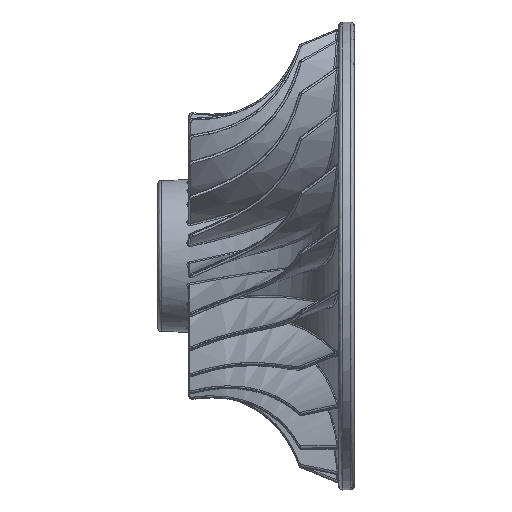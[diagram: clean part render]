
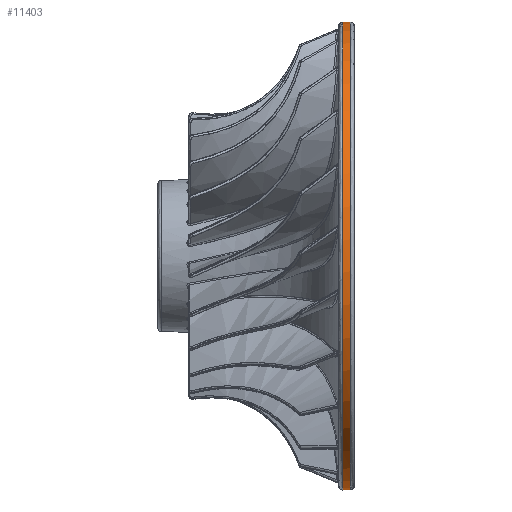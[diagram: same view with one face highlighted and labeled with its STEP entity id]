
A CAD part, left-side view. The second image highlights one B-rep face of the part: STEP entity #11403.
In plain terms, the highlighted free-form (B-spline) face has degree [2, 1] with [5, 2] control points.
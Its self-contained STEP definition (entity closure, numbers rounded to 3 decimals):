
#11403 = ADVANCED_FACE('',(#11404),#11440,.T.);
#11404 = FACE_BOUND('',#11405,.T.);
#11405 = EDGE_LOOP('',(#11406,#11418,#11425,#11435));
#11406 = ORIENTED_EDGE('',*,*,#11407,.F.);
#11407 = EDGE_CURVE('',#11408,#11410,#11412,.T.);
#11408 = VERTEX_POINT('',#11409);
#11409 = CARTESIAN_POINT('',(0.,-0.406,
    27.219));
#11410 = VERTEX_POINT('',#11411);
#11411 = CARTESIAN_POINT('',(0.,-0.406,
    -27.219));
#11412 = ( BOUNDED_CURVE() B_SPLINE_CURVE(2,(#11413,#11414,#11415,#11416
,#11417),.UNSPECIFIED.,.F.,.F.) B_SPLINE_CURVE_WITH_KNOTS((3,2,3),(
    0.,1.571,3.142),
.PIECEWISE_BEZIER_KNOTS.) CURVE() GEOMETRIC_REPRESENTATION_ITEM() 
RATIONAL_B_SPLINE_CURVE((1.,0.707,1.,0.707,1.)) 
REPRESENTATION_ITEM('') );
#11413 = CARTESIAN_POINT('',(0.,-0.406,
    27.219));
#11414 = CARTESIAN_POINT('',(-27.219,-0.406,
    27.219));
#11415 = CARTESIAN_POINT('',(-27.219,-0.406,
    0.));
#11416 = CARTESIAN_POINT('',(-27.219,-0.406,
    -27.219));
#11417 = CARTESIAN_POINT('',(0.,-0.406,
    -27.219));
#11418 = ORIENTED_EDGE('',*,*,#11419,.F.);
#11419 = EDGE_CURVE('',#11420,#11408,#11422,.T.);
#11420 = VERTEX_POINT('',#11421);
#11421 = CARTESIAN_POINT('',(0.,-1.317,
    27.219));
#11422 = B_SPLINE_CURVE_WITH_KNOTS('',1,(#11423,#11424),.UNSPECIFIED.,
  .F.,.F.,(2,2),(0.,1.037),.PIECEWISE_BEZIER_KNOTS.);
#11423 = CARTESIAN_POINT('',(0.,-1.317,27.219));
#11424 = CARTESIAN_POINT('',(0.,-0.406,27.219));
#11425 = ORIENTED_EDGE('',*,*,#11426,.F.);
#11426 = EDGE_CURVE('',#11427,#11420,#11429,.T.);
#11427 = VERTEX_POINT('',#11428);
#11428 = CARTESIAN_POINT('',(0.,-1.317,
    -27.219));
#11429 = ( BOUNDED_CURVE() B_SPLINE_CURVE(2,(#11430,#11431,#11432,#11433
,#11434),.UNSPECIFIED.,.F.,.F.) B_SPLINE_CURVE_WITH_KNOTS((3,2,3),(0.,
1.571,3.142),.PIECEWISE_BEZIER_KNOTS.) CURVE() 
GEOMETRIC_REPRESENTATION_ITEM() RATIONAL_B_SPLINE_CURVE((1.,
0.707,1.,0.707,1.)) REPRESENTATION_ITEM('') );
#11430 = CARTESIAN_POINT('',(0.,-1.317,
    -27.219));
#11431 = CARTESIAN_POINT('',(-27.219,-1.317,
    -27.219));
#11432 = CARTESIAN_POINT('',(-27.219,-1.317,
    0.));
#11433 = CARTESIAN_POINT('',(-27.219,-1.317,
    27.219));
#11434 = CARTESIAN_POINT('',(0.,-1.317,
    27.219));
#11435 = ORIENTED_EDGE('',*,*,#11436,.F.);
#11436 = EDGE_CURVE('',#11410,#11427,#11437,.T.);
#11437 = B_SPLINE_CURVE_WITH_KNOTS('',1,(#11438,#11439),.UNSPECIFIED.,
  .F.,.F.,(2,2),(0.,1.037),.PIECEWISE_BEZIER_KNOTS.);
#11438 = CARTESIAN_POINT('',(0.,-0.406,-27.219));
#11439 = CARTESIAN_POINT('',(0.,-1.317,-27.219));
#11440 = ( BOUNDED_SURFACE() B_SPLINE_SURFACE(2,1,(
    (#11441,#11442)
    ,(#11443,#11444)
    ,(#11445,#11446)
    ,(#11447,#11448)
    ,(#11449,#11450
)),.UNSPECIFIED.,.F.,.F.,.F.) B_SPLINE_SURFACE_WITH_KNOTS((3,2,3),(2,2),
  (0.,1.571,3.142),(0.,1.037),
.PIECEWISE_BEZIER_KNOTS.) GEOMETRIC_REPRESENTATION_ITEM() 
RATIONAL_B_SPLINE_SURFACE((
    (1.,1.)
    ,(0.707,0.707)
    ,(1.,1.)
    ,(0.707,0.707)
,(1.,1.))) REPRESENTATION_ITEM('') SURFACE() );
#11441 = CARTESIAN_POINT('',(0.,-1.317,
    27.219));
#11442 = CARTESIAN_POINT('',(0.,-0.406,
    27.219));
#11443 = CARTESIAN_POINT('',(-27.219,-1.317,
    27.219));
#11444 = CARTESIAN_POINT('',(-27.219,-0.406,
    27.219));
#11445 = CARTESIAN_POINT('',(-27.219,-1.317,
    0.));
#11446 = CARTESIAN_POINT('',(-27.219,-0.406,
    0.));
#11447 = CARTESIAN_POINT('',(-27.219,-1.317,
    -27.219));
#11448 = CARTESIAN_POINT('',(-27.219,-0.406,
    -27.219));
#11449 = CARTESIAN_POINT('',(0.,-1.317,
    -27.219));
#11450 = CARTESIAN_POINT('',(0.,-0.406,
    -27.219));
